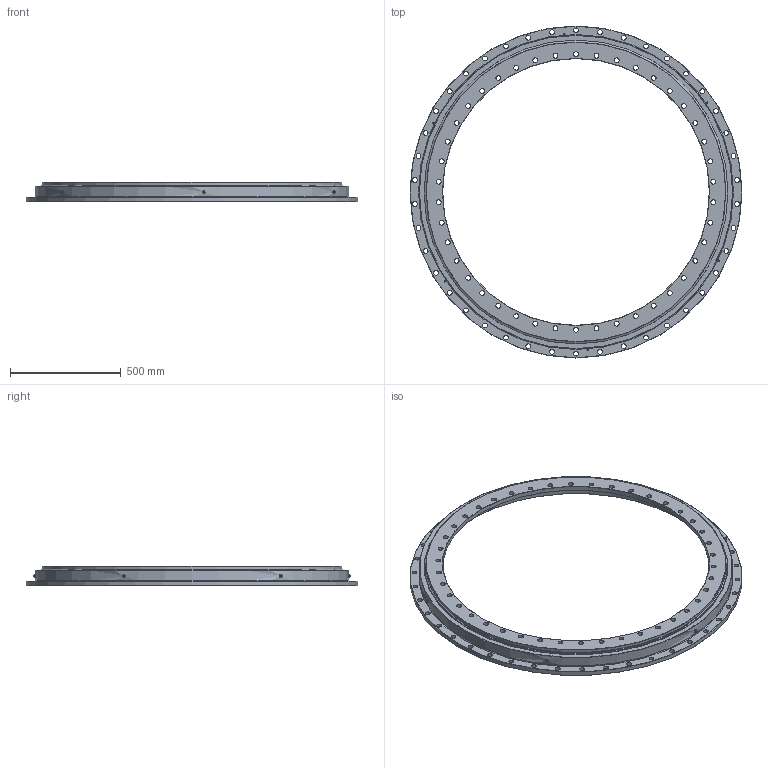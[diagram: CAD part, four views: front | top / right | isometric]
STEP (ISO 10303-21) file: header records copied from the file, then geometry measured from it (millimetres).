
FILE_DESCRIPTION (( 'STEP AP214' ), '1' );
FILE_NAME ('SD.1500.32.STEP', '2020-05-13T10:48:32', ( '' ), ( '' ), 'SwSTEP 2.0', 'SolidWorks 2016', '' );
FILE_SCHEMA (( 'AUTOMOTIVE_DESIGN' ));
Length unit declared in the file: millimetre
Products named in the file (7): A.1500.B32C.A1N.0 - IR Seal; Ball D32; A.1500.B32C.A1N.0 - IR; SD.1500.32; A.1500.B32C.A1N.0 - OR; Grease nipple M10x1mm; A.1500.B32C.A1N.0 - OR Seal
Assembly tree (124 placements, depth 2):
  SD.1500.32
    A.1500.B32C.A1N.0 - IR
    A.1500.B32C.A1N.0 - OR
    Ball D32  x114
    A.1500.B32C.A1N.0 - IR Seal
    A.1500.B32C.A1N.0 - OR Seal
    Grease nipple M10x1mm  x6
Bounding box: 1500 x 1500 x 90 mm (x, y, z)
Volume: 24002141.3 mm3; surface area: 3428989.1 mm2
Topology: 124 solids, 124 shells, 441 faces, 1194 edges, 787 vertices
Faces by surface type: cylinder 122, sphere 114, cone 102, plane 76, torus 27
Full cylindrical faces by diameter (mm): 3 x6, 5 x6, 9 x6, 10 x6, 22 x84, 1205 x1, 1293 x1, 1341 x2, 1352 x1, 1355 x4, 1358 x1, 1369 x2, 1417 x1, 1500 x1
Entity records: 7416 total; most frequent: CARTESIAN_POINT 1760, DIRECTION 1182, ORIENTED_EDGE 656, AXIS2_PLACEMENT_3D 588, EDGE_LOOP 534, EDGE_CURVE 328, FACE_OUTER_BOUND 315, VERTEX_POINT 298
